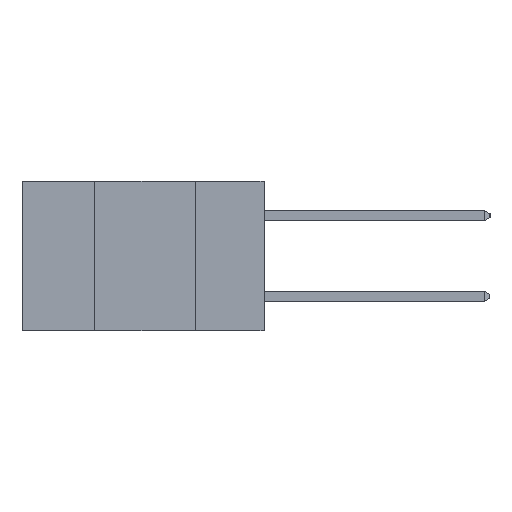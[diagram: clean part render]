
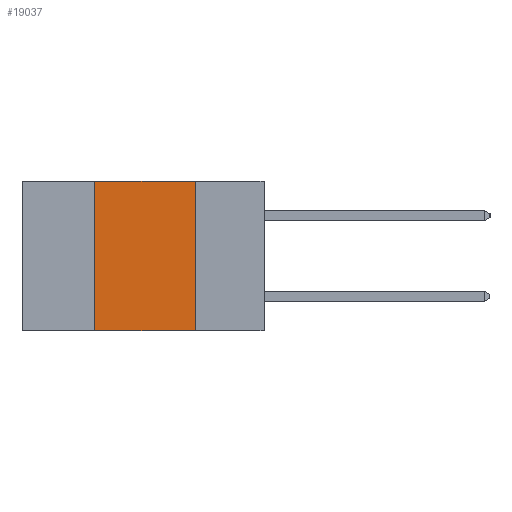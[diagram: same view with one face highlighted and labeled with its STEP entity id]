
A CAD part, left-side view. The second image highlights one B-rep face of the part: STEP entity #19037.
In plain terms, the highlighted planar face has unit normal (-1, 0, 0).
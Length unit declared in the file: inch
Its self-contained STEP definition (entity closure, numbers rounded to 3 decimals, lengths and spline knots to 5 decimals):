
#813 = EDGE_LOOP ( 'NONE', ( #1128, #4895, #10070, #11584 ) ) ;
#1128 = ORIENTED_EDGE ( 'NONE', *, *, #12297, .F. ) ;
#1706 = EDGE_CURVE ( 'NONE', #20035, #19684, #11057, .T. ) ;
#2689 = CARTESIAN_POINT ( 'NONE',  ( 0., 0.17, 0. ) ) ;
#2883 = CARTESIAN_POINT ( 'NONE',  ( 0., 0.6, 0. ) ) ;
#3951 = LINE ( 'NONE', #7626, #9138 ) ;
#4841 = DIRECTION ( 'NONE',  ( 1., 0., 0. ) ) ;
#4895 = ORIENTED_EDGE ( 'NONE', *, *, #1706, .F. ) ;
#5358 = LINE ( 'NONE', #19390, #15727 ) ;
#5906 = VECTOR ( 'NONE', #5969, 39.37008 ) ;
#5969 = DIRECTION ( 'NONE',  ( 0., -1., 0. ) ) ;
#7532 = CARTESIAN_POINT ( 'NONE',  ( 0., 0.42, 0. ) ) ;
#7626 = CARTESIAN_POINT ( 'NONE',  ( 0., 0.6, -0.37 ) ) ;
#7681 = AXIS2_PLACEMENT_3D ( 'NONE', #2883, #4841, #18454 ) ;
#9138 = VECTOR ( 'NONE', #21183, 39.37008 ) ;
#10070 = ORIENTED_EDGE ( 'NONE', *, *, #11918, .F. ) ;
#10087 = CARTESIAN_POINT ( 'NONE',  ( 0., 0.17, -0.37 ) ) ;
#11057 = LINE ( 'NONE', #20065, #5906 ) ;
#11584 = ORIENTED_EDGE ( 'NONE', *, *, #23849, .T. ) ;
#11918 = EDGE_CURVE ( 'NONE', #18133, #20035, #5358, .T. ) ;
#12297 = EDGE_CURVE ( 'NONE', #19684, #20742, #12320, .T. ) ;
#12320 = LINE ( 'NONE', #22263, #16304 ) ;
#14559 = PLANE ( 'NONE',  #7681 ) ;
#15727 = VECTOR ( 'NONE', #21292, 39.37008 ) ;
#16304 = VECTOR ( 'NONE', #24108, 39.37008 ) ;
#18133 = VERTEX_POINT ( 'NONE', #19251 ) ;
#18454 = DIRECTION ( 'NONE',  ( 0., 0., -1. ) ) ;
#19037 = ADVANCED_FACE ( 'NONE', ( #21800 ), #14559, .F. ) ;
#19251 = CARTESIAN_POINT ( 'NONE',  ( 0., 0.42, -0.37 ) ) ;
#19390 = CARTESIAN_POINT ( 'NONE',  ( 0., 0.42, 0. ) ) ;
#19684 = VERTEX_POINT ( 'NONE', #2689 ) ;
#20035 = VERTEX_POINT ( 'NONE', #7532 ) ;
#20065 = CARTESIAN_POINT ( 'NONE',  ( 0., 0.6, 0. ) ) ;
#20742 = VERTEX_POINT ( 'NONE', #10087 ) ;
#21183 = DIRECTION ( 'NONE',  ( 0., -1., 0. ) ) ;
#21292 = DIRECTION ( 'NONE',  ( 0., 0., 1. ) ) ;
#21800 = FACE_OUTER_BOUND ( 'NONE', #813, .T. ) ;
#22263 = CARTESIAN_POINT ( 'NONE',  ( 0., 0.17, 0. ) ) ;
#23849 = EDGE_CURVE ( 'NONE', #18133, #20742, #3951, .T. ) ;
#24108 = DIRECTION ( 'NONE',  ( 0., 0., -1. ) ) ;
